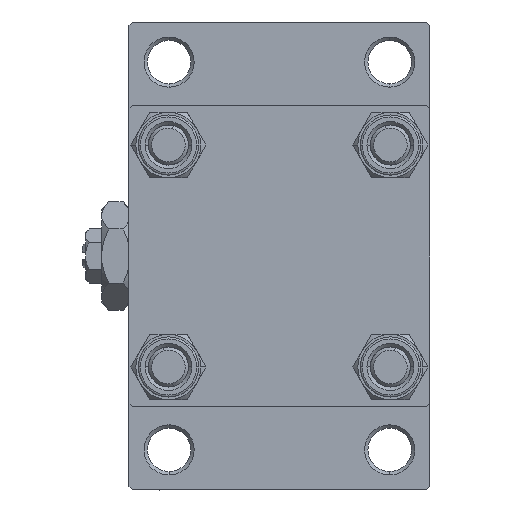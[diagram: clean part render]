
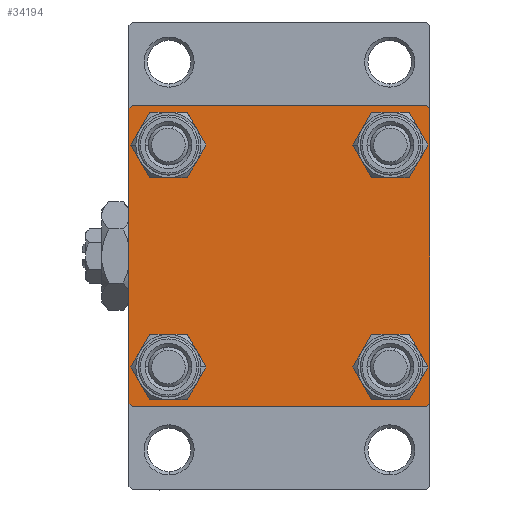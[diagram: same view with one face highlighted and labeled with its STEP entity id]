
A CAD part, left-side view. The second image highlights one B-rep face of the part: STEP entity #34194.
In plain terms, the highlighted planar face has unit normal (-1, 0, 0).
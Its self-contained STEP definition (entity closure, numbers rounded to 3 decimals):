
#19 = PLANE ( 'NONE',  #40496 ) ;
#790 = ORIENTED_EDGE ( 'NONE', *, *, #38276, .T. ) ;
#793 = VECTOR ( 'NONE', #30806, 1000. ) ;
#985 = CIRCLE ( 'NONE', #36260, 3.5 ) ;
#1867 = CARTESIAN_POINT ( 'NONE',  ( 0., -16.6, -20.1 ) ) ;
#1889 = EDGE_LOOP ( 'NONE', ( #790, #9411 ) ) ;
#2062 = AXIS2_PLACEMENT_3D ( 'NONE', #18437, #47737, #36699 ) ;
#2077 = AXIS2_PLACEMENT_3D ( 'NONE', #24942, #44636, #8618 ) ;
#2482 = CARTESIAN_POINT ( 'NONE',  ( 0., 22.5, -22. ) ) ;
#2643 = CARTESIAN_POINT ( 'NONE',  ( 0., -22.5, 22.5 ) ) ;
#2850 = CIRCLE ( 'NONE', #2077, 3.5 ) ;
#3327 = VERTEX_POINT ( 'NONE', #6731 ) ;
#4095 = CARTESIAN_POINT ( 'NONE',  ( 0., -22.25, 22.25 ) ) ;
#4722 = ORIENTED_EDGE ( 'NONE', *, *, #41107, .T. ) ;
#4847 = EDGE_LOOP ( 'NONE', ( #37827, #15459 ) ) ;
#5004 = EDGE_LOOP ( 'NONE', ( #4722, #23141 ) ) ;
#5630 = EDGE_CURVE ( 'NONE', #14401, #27765, #11042, .T. ) ;
#5728 = VERTEX_POINT ( 'NONE', #12353 ) ;
#5889 = VERTEX_POINT ( 'NONE', #38363 ) ;
#6594 = CARTESIAN_POINT ( 'NONE',  ( 0., -16.6, -16.6 ) ) ;
#6619 = LINE ( 'NONE', #27119, #36992 ) ;
#6731 = CARTESIAN_POINT ( 'NONE',  ( 0., 22., 22.5 ) ) ;
#8618 = DIRECTION ( 'NONE',  ( 0., 0., 1. ) ) ;
#8623 = EDGE_CURVE ( 'NONE', #3327, #9004, #12554, .T. ) ;
#9004 = VERTEX_POINT ( 'NONE', #25918 ) ;
#9411 = ORIENTED_EDGE ( 'NONE', *, *, #31556, .T. ) ;
#9467 = ORIENTED_EDGE ( 'NONE', *, *, #14272, .T. ) ;
#9945 = VERTEX_POINT ( 'NONE', #2482 ) ;
#11042 = LINE ( 'NONE', #2643, #793 ) ;
#11214 = CIRCLE ( 'NONE', #40598, 3.5 ) ;
#11338 = FACE_BOUND ( 'NONE', #18908, .T. ) ;
#12353 = CARTESIAN_POINT ( 'NONE',  ( 0., -16.6, -13.1 ) ) ;
#12385 = ORIENTED_EDGE ( 'NONE', *, *, #30630, .T. ) ;
#12554 = LINE ( 'NONE', #16769, #29596 ) ;
#12697 = CARTESIAN_POINT ( 'NONE',  ( 0., 16.6, -13.1 ) ) ;
#12940 = CARTESIAN_POINT ( 'NONE',  ( 0., -16.6, 13.1 ) ) ;
#13002 = DIRECTION ( 'NONE',  ( 1., 0., 0. ) ) ;
#13700 = LINE ( 'NONE', #21872, #22242 ) ;
#13715 = DIRECTION ( 'NONE',  ( 0., 0., 1. ) ) ;
#13888 = EDGE_CURVE ( 'NONE', #13924, #38933, #43168, .T. ) ;
#13924 = VERTEX_POINT ( 'NONE', #33027 ) ;
#13966 = DIRECTION ( 'NONE',  ( 0., -0.707, -0.707 ) ) ;
#14272 = EDGE_CURVE ( 'NONE', #9945, #5889, #13700, .T. ) ;
#14282 = DIRECTION ( 'NONE',  ( 0., -1., 0. ) ) ;
#14401 = VERTEX_POINT ( 'NONE', #47551 ) ;
#14455 = DIRECTION ( 'NONE',  ( 0., 0., 1. ) ) ;
#15222 = CIRCLE ( 'NONE', #28663, 3.5 ) ;
#15285 = VERTEX_POINT ( 'NONE', #35598 ) ;
#15313 = EDGE_CURVE ( 'NONE', #45233, #17742, #34858, .T. ) ;
#15431 = VECTOR ( 'NONE', #23523, 1000. ) ;
#15459 = ORIENTED_EDGE ( 'NONE', *, *, #13888, .T. ) ;
#15556 = CARTESIAN_POINT ( 'NONE',  ( 0., 0., 0. ) ) ;
#15648 = LINE ( 'NONE', #31682, #15431 ) ;
#15717 = DIRECTION ( 'NONE',  ( 0., 0., 1. ) ) ;
#15744 = ORIENTED_EDGE ( 'NONE', *, *, #5630, .F. ) ;
#16409 = CARTESIAN_POINT ( 'NONE',  ( 0., -16.6, 16.6 ) ) ;
#16462 = VERTEX_POINT ( 'NONE', #1867 ) ;
#16769 = CARTESIAN_POINT ( 'NONE',  ( 0., 22.25, 22.25 ) ) ;
#17197 = VECTOR ( 'NONE', #50734, 1000. ) ;
#17742 = VERTEX_POINT ( 'NONE', #17930 ) ;
#17755 = EDGE_CURVE ( 'NONE', #3327, #15285, #25826, .T. ) ;
#17930 = CARTESIAN_POINT ( 'NONE',  ( 0., -16.6, 20.1 ) ) ;
#18196 = CARTESIAN_POINT ( 'NONE',  ( 0., -16.6, -16.6 ) ) ;
#18340 = CARTESIAN_POINT ( 'NONE',  ( 0., -22.5, -22. ) ) ;
#18437 = CARTESIAN_POINT ( 'NONE',  ( 0., 16.6, 16.6 ) ) ;
#18488 = CARTESIAN_POINT ( 'NONE',  ( 0., 22.5, 22.5 ) ) ;
#18708 = DIRECTION ( 'NONE',  ( 0., 0., 1. ) ) ;
#18908 = EDGE_LOOP ( 'NONE', ( #43721, #24182 ) ) ;
#20988 = DIRECTION ( 'NONE',  ( 0., 0.707, -0.707 ) ) ;
#21160 = CARTESIAN_POINT ( 'NONE',  ( 0., 16.6, -20.1 ) ) ;
#21872 = CARTESIAN_POINT ( 'NONE',  ( 0., 22.25, -22.25 ) ) ;
#22242 = VECTOR ( 'NONE', #13966, 1000. ) ;
#23141 = ORIENTED_EDGE ( 'NONE', *, *, #26705, .T. ) ;
#23523 = DIRECTION ( 'NONE',  ( 0., -0.707, 0.707 ) ) ;
#23636 = ORIENTED_EDGE ( 'NONE', *, *, #46747, .T. ) ;
#23971 = FACE_OUTER_BOUND ( 'NONE', #32044, .T. ) ;
#24182 = ORIENTED_EDGE ( 'NONE', *, *, #15313, .T. ) ;
#24942 = CARTESIAN_POINT ( 'NONE',  ( 0., 16.6, -16.6 ) ) ;
#25826 = LINE ( 'NONE', #46812, #17197 ) ;
#25918 = CARTESIAN_POINT ( 'NONE',  ( 0., 22.5, 22. ) ) ;
#26705 = EDGE_CURVE ( 'NONE', #51708, #29405, #51622, .T. ) ;
#27119 = CARTESIAN_POINT ( 'NONE',  ( 0., 22.5, -22.5 ) ) ;
#27284 = DIRECTION ( 'NONE',  ( 1., 0., 0. ) ) ;
#27654 = DIRECTION ( 'NONE',  ( 0., 0., 1. ) ) ;
#27765 = VERTEX_POINT ( 'NONE', #18340 ) ;
#28444 = DIRECTION ( 'NONE',  ( -1., 0., 0. ) ) ;
#28663 = AXIS2_PLACEMENT_3D ( 'NONE', #18196, #42346, #13715 ) ;
#29405 = VERTEX_POINT ( 'NONE', #12697 ) ;
#29596 = VECTOR ( 'NONE', #20988, 1000. ) ;
#29866 = AXIS2_PLACEMENT_3D ( 'NONE', #16409, #32448, #48469 ) ;
#30003 = CARTESIAN_POINT ( 'NONE',  ( 0., -16.6, 16.6 ) ) ;
#30300 = VECTOR ( 'NONE', #39202, 1000. ) ;
#30624 = EDGE_CURVE ( 'NONE', #9004, #9945, #46094, .T. ) ;
#30630 = EDGE_CURVE ( 'NONE', #5889, #49906, #6619, .T. ) ;
#30806 = DIRECTION ( 'NONE',  ( 0., 0., -1. ) ) ;
#31328 = FACE_BOUND ( 'NONE', #1889, .T. ) ;
#31556 = EDGE_CURVE ( 'NONE', #16462, #5728, #15222, .T. ) ;
#31682 = CARTESIAN_POINT ( 'NONE',  ( 0., -22.25, -22.25 ) ) ;
#32044 = EDGE_LOOP ( 'NONE', ( #51259, #9467, #12385, #35054, #15744, #23636, #47385, #48793 ) ) ;
#32300 = AXIS2_PLACEMENT_3D ( 'NONE', #44798, #13002, #32462 ) ;
#32382 = FACE_BOUND ( 'NONE', #5004, .T. ) ;
#32448 = DIRECTION ( 'NONE',  ( 1., 0., 0. ) ) ;
#32462 = DIRECTION ( 'NONE',  ( 0., 0., 1. ) ) ;
#32934 = EDGE_CURVE ( 'NONE', #38933, #13924, #985, .T. ) ;
#33027 = CARTESIAN_POINT ( 'NONE',  ( 0., 16.6, 13.1 ) ) ;
#34016 = CARTESIAN_POINT ( 'NONE',  ( 0., -22., -22.5 ) ) ;
#34194 = ADVANCED_FACE ( 'NONE', ( #11338, #31328, #32382, #51534, #23971 ), #19, .T. ) ;
#34858 = CIRCLE ( 'NONE', #29866, 3.5 ) ;
#35054 = ORIENTED_EDGE ( 'NONE', *, *, #39714, .T. ) ;
#35598 = CARTESIAN_POINT ( 'NONE',  ( 0., -22., 22.5 ) ) ;
#36179 = LINE ( 'NONE', #4095, #48419 ) ;
#36260 = AXIS2_PLACEMENT_3D ( 'NONE', #43306, #27284, #15717 ) ;
#36699 = DIRECTION ( 'NONE',  ( 0., 0., 1. ) ) ;
#36992 = VECTOR ( 'NONE', #14282, 1000. ) ;
#37216 = AXIS2_PLACEMENT_3D ( 'NONE', #6594, #42110, #18708 ) ;
#37827 = ORIENTED_EDGE ( 'NONE', *, *, #32934, .T. ) ;
#38276 = EDGE_CURVE ( 'NONE', #5728, #16462, #48100, .T. ) ;
#38363 = CARTESIAN_POINT ( 'NONE',  ( 0., 22., -22.5 ) ) ;
#38933 = VERTEX_POINT ( 'NONE', #50570 ) ;
#39202 = DIRECTION ( 'NONE',  ( 0., 0., -1. ) ) ;
#39714 = EDGE_CURVE ( 'NONE', #49906, #27765, #15648, .T. ) ;
#39952 = EDGE_CURVE ( 'NONE', #17742, #45233, #11214, .T. ) ;
#40496 = AXIS2_PLACEMENT_3D ( 'NONE', #15556, #28444, #27654 ) ;
#40598 = AXIS2_PLACEMENT_3D ( 'NONE', #30003, #42573, #14455 ) ;
#41107 = EDGE_CURVE ( 'NONE', #29405, #51708, #2850, .T. ) ;
#42110 = DIRECTION ( 'NONE',  ( 1., 0., 0. ) ) ;
#42346 = DIRECTION ( 'NONE',  ( 1., 0., 0. ) ) ;
#42573 = DIRECTION ( 'NONE',  ( 1., 0., 0. ) ) ;
#43168 = CIRCLE ( 'NONE', #2062, 3.5 ) ;
#43306 = CARTESIAN_POINT ( 'NONE',  ( 0., 16.6, 16.6 ) ) ;
#43721 = ORIENTED_EDGE ( 'NONE', *, *, #39952, .T. ) ;
#44051 = DIRECTION ( 'NONE',  ( 0., 0.707, 0.707 ) ) ;
#44636 = DIRECTION ( 'NONE',  ( 1., 0., 0. ) ) ;
#44798 = CARTESIAN_POINT ( 'NONE',  ( 0., 16.6, -16.6 ) ) ;
#45233 = VERTEX_POINT ( 'NONE', #12940 ) ;
#46094 = LINE ( 'NONE', #18488, #30300 ) ;
#46747 = EDGE_CURVE ( 'NONE', #14401, #15285, #36179, .T. ) ;
#46812 = CARTESIAN_POINT ( 'NONE',  ( 0., 22.5, 22.5 ) ) ;
#47385 = ORIENTED_EDGE ( 'NONE', *, *, #17755, .F. ) ;
#47551 = CARTESIAN_POINT ( 'NONE',  ( 0., -22.5, 22. ) ) ;
#47737 = DIRECTION ( 'NONE',  ( 1., 0., 0. ) ) ;
#48100 = CIRCLE ( 'NONE', #37216, 3.5 ) ;
#48419 = VECTOR ( 'NONE', #44051, 1000. ) ;
#48469 = DIRECTION ( 'NONE',  ( 0., 0., 1. ) ) ;
#48793 = ORIENTED_EDGE ( 'NONE', *, *, #8623, .T. ) ;
#49906 = VERTEX_POINT ( 'NONE', #34016 ) ;
#50570 = CARTESIAN_POINT ( 'NONE',  ( 0., 16.6, 20.1 ) ) ;
#50734 = DIRECTION ( 'NONE',  ( 0., -1., 0. ) ) ;
#51259 = ORIENTED_EDGE ( 'NONE', *, *, #30624, .T. ) ;
#51534 = FACE_BOUND ( 'NONE', #4847, .T. ) ;
#51622 = CIRCLE ( 'NONE', #32300, 3.5 ) ;
#51708 = VERTEX_POINT ( 'NONE', #21160 ) ;
